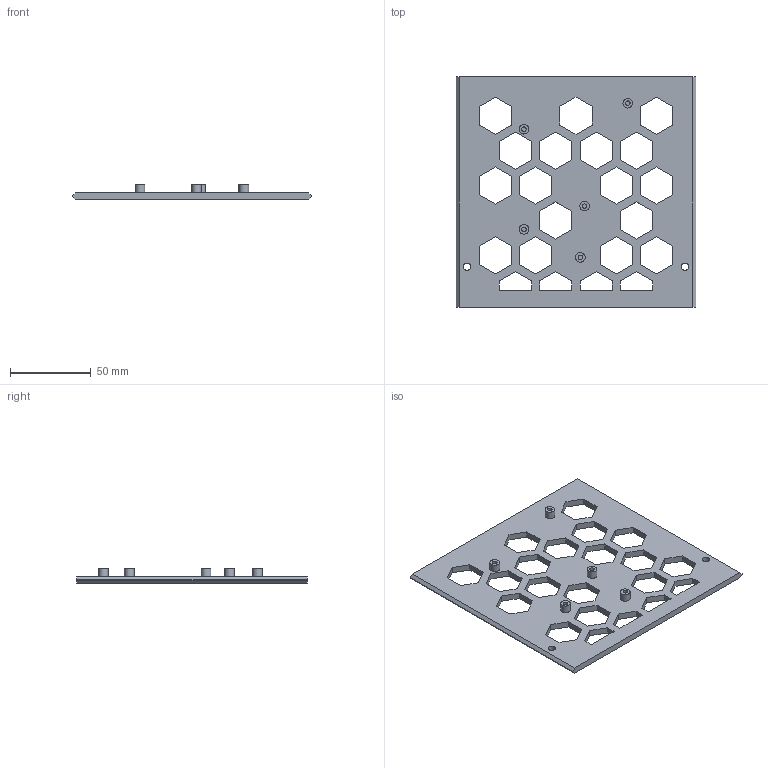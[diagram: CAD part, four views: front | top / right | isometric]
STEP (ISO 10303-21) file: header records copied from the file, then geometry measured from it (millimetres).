
FILE_DESCRIPTION(/* description */ (''),/* implementation_level */ '2;1');
FILE_NAME(/* name */ 'MCU Tray - BTT SKR Mini E3.step',/* time_stamp */ '2022-07-04T15:30:48-05:00',/* author */ (''),/* organization */ (''),/* preprocessor_version */ 'ST-DEVELOPER v19',/* originating_system */ 'Autodesk Translation Framework v11.7.0.108',/* authorisation */ '');
FILE_SCHEMA (('AUTOMOTIVE_DESIGN { 1 0 10303 214 3 1 1 }'));
Length unit declared in the file: millimetre
Products named in the file (1): MCU Tray - BTT SKR Mini E3
Bounding box: 148.6 x 142.85 x 9 mm (x, y, z)
Volume: 58074.8 mm3; surface area: 37332.1 mm2
Topology: 1 solids, 1 shells, 154 faces, 426 edges, 284 vertices
Faces by surface type: plane 142, cylinder 12
Full cylindrical faces by diameter (mm): 2.8 x5, 4.6 x2, 6 x5
Entity records: 4959 total; most frequent: CARTESIAN_POINT 865, ORIENTED_EDGE 852, DIRECTION 760, EDGE_CURVE 426, LINE 402, VECTOR 402, VERTEX_POINT 284, EDGE_LOOP 210
